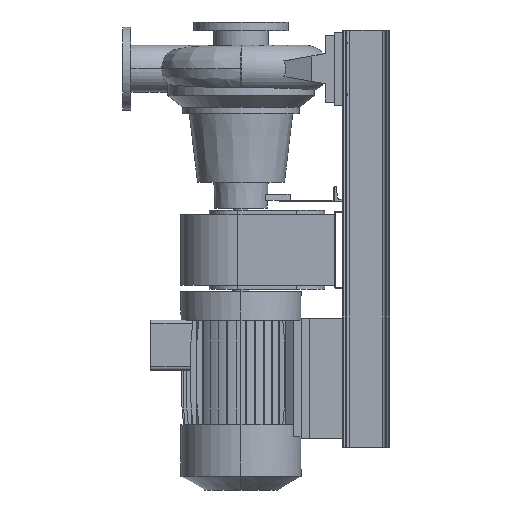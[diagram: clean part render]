
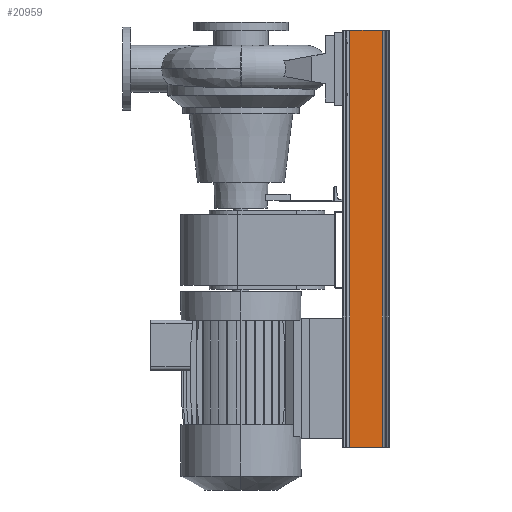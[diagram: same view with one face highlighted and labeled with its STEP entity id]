
A CAD part, left-side view. The second image highlights one B-rep face of the part: STEP entity #20959.
In plain terms, the highlighted face is planar.
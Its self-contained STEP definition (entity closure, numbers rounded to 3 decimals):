
#227 = LINE ( 'NONE', #17512, #23938 ) ;
#974 = CARTESIAN_POINT ( 'NONE',  ( -625., 118.922, -187. ) ) ;
#2415 = EDGE_CURVE ( 'NONE', #14595, #5870, #4423, .T. ) ;
#4423 = LINE ( 'NONE', #13718, #5150 ) ;
#5106 = EDGE_CURVE ( 'NONE', #10716, #5870, #17997, .T. ) ;
#5150 = VECTOR ( 'NONE', #11732, 1000. ) ;
#5189 = AXIS2_PLACEMENT_3D ( 'NONE', #19406, #19042, #9614 ) ;
#5870 = VERTEX_POINT ( 'NONE', #14508 ) ;
#6128 = FACE_OUTER_BOUND ( 'NONE', #21605, .T. ) ;
#6918 = DIRECTION ( 'NONE',  ( 0., 1., 0. ) ) ;
#7129 = DIRECTION ( 'NONE',  ( -1., 0., 0. ) ) ;
#7810 = DIRECTION ( 'NONE',  ( 0., 1., 0. ) ) ;
#9614 = DIRECTION ( 'NONE',  ( 1., 0., 0. ) ) ;
#9938 = CARTESIAN_POINT ( 'NONE',  ( 625., 21.078, -187. ) ) ;
#10716 = VERTEX_POINT ( 'NONE', #24009 ) ;
#11732 = DIRECTION ( 'NONE',  ( -1., 0., 0. ) ) ;
#12355 = VECTOR ( 'NONE', #6918, 1000. ) ;
#12852 = EDGE_CURVE ( 'NONE', #21346, #14595, #227, .T. ) ;
#13691 = PLANE ( 'NONE',  #5189 ) ;
#13718 = CARTESIAN_POINT ( 'NONE',  ( 625., 118.922, -187. ) ) ;
#14508 = CARTESIAN_POINT ( 'NONE',  ( -625., 118.922, -187. ) ) ;
#14595 = VERTEX_POINT ( 'NONE', #17060 ) ;
#15591 = VECTOR ( 'NONE', #7129, 1000. ) ;
#16183 = ORIENTED_EDGE ( 'NONE', *, *, #5106, .T. ) ;
#17060 = CARTESIAN_POINT ( 'NONE',  ( 625., 118.922, -187. ) ) ;
#17512 = CARTESIAN_POINT ( 'NONE',  ( 625., 118.922, -187. ) ) ;
#17628 = ORIENTED_EDGE ( 'NONE', *, *, #12852, .F. ) ;
#17997 = LINE ( 'NONE', #974, #12355 ) ;
#18491 = ORIENTED_EDGE ( 'NONE', *, *, #2415, .F. ) ;
#19042 = DIRECTION ( 'NONE',  ( 0., 0., 1. ) ) ;
#19192 = ORIENTED_EDGE ( 'NONE', *, *, #23568, .T. ) ;
#19406 = CARTESIAN_POINT ( 'NONE',  ( 625., 118.922, -187. ) ) ;
#20424 = LINE ( 'NONE', #24004, #15591 ) ;
#20959 = ADVANCED_FACE ( 'NONE', ( #6128 ), #13691, .F. ) ;
#21346 = VERTEX_POINT ( 'NONE', #9938 ) ;
#21605 = EDGE_LOOP ( 'NONE', ( #16183, #18491, #17628, #19192 ) ) ;
#23568 = EDGE_CURVE ( 'NONE', #21346, #10716, #20424, .T. ) ;
#23938 = VECTOR ( 'NONE', #7810, 1000. ) ;
#24004 = CARTESIAN_POINT ( 'NONE',  ( 625., 21.078, -187. ) ) ;
#24009 = CARTESIAN_POINT ( 'NONE',  ( -625., 21.078, -187. ) ) ;
